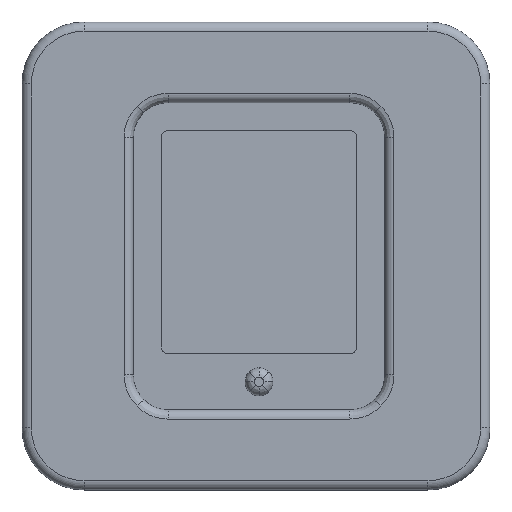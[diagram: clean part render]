
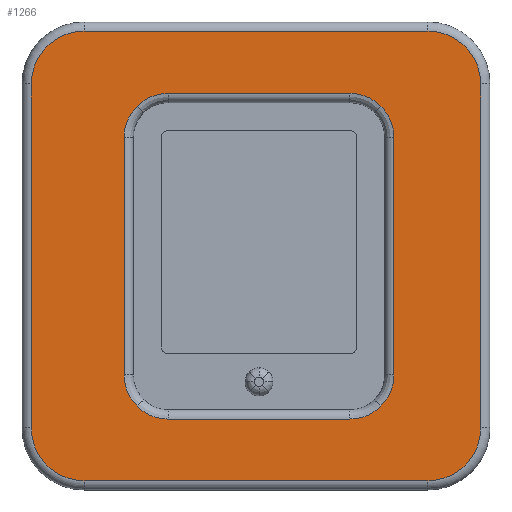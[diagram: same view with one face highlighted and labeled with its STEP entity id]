
A CAD part, top view. The second image highlights one B-rep face of the part: STEP entity #1266.
In plain terms, the highlighted planar face has unit normal (0, 0, 1).
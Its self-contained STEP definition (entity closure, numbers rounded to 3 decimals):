
#15=FACE_BOUND('',#302,.T.);
#42=B_SPLINE_CURVE_WITH_KNOTS('',3,(#2299,#2300,#2301,#2302,#2303),
 .UNSPECIFIED.,.F.,.F.,(4,1,4),(-0.112,-0.056,0.),
 .UNSPECIFIED.);
#43=B_SPLINE_CURVE_WITH_KNOTS('',3,(#2305,#2306,#2307,#2308,#2309),
 .UNSPECIFIED.,.F.,.F.,(4,1,4),(-0.112,-0.056,0.),
 .UNSPECIFIED.);
#44=B_SPLINE_CURVE_WITH_KNOTS('',3,(#2313,#2314,#2315,#2316,#2317),
 .UNSPECIFIED.,.F.,.F.,(4,1,4),(-0.112,-0.056,0.),
 .UNSPECIFIED.);
#45=B_SPLINE_CURVE_WITH_KNOTS('',3,(#2319,#2320,#2321,#2322,#2323),
 .UNSPECIFIED.,.F.,.F.,(4,1,4),(-0.112,-0.056,
0.),.UNSPECIFIED.);
#46=B_SPLINE_CURVE_WITH_KNOTS('',3,(#2327,#2328,#2329,#2330,#2331),
 .UNSPECIFIED.,.F.,.F.,(4,1,4),(-0.112,-0.056,
0.),.UNSPECIFIED.);
#47=B_SPLINE_CURVE_WITH_KNOTS('',3,(#2333,#2334,#2335,#2336,#2337),
 .UNSPECIFIED.,.F.,.F.,(4,1,4),(-0.112,-0.056,
0.),.UNSPECIFIED.);
#48=B_SPLINE_CURVE_WITH_KNOTS('',3,(#2341,#2342,#2343,#2344,#2345),
 .UNSPECIFIED.,.F.,.F.,(4,1,4),(-0.112,-0.056,0.),
 .UNSPECIFIED.);
#49=B_SPLINE_CURVE_WITH_KNOTS('',3,(#2346,#2347,#2348,#2349,#2350),
 .UNSPECIFIED.,.F.,.F.,(4,1,4),(-0.112,-0.056,
0.),.UNSPECIFIED.);
#157=CIRCLE('',#1361,1.7);
#162=CIRCLE('',#1368,1.7);
#166=CIRCLE('',#1374,1.7);
#169=CIRCLE('',#1379,1.7);
#220=FACE_OUTER_BOUND('',#301,.T.);
#301=EDGE_LOOP('',(#971,#972,#973,#974,#975,#976,#977,#978));
#302=EDGE_LOOP('',(#979,#980,#981,#982,#983,#984,#985,#986,#987,#988,#989,
#990));
#380=LINE('',#2266,#464);
#382=LINE('',#2278,#466);
#383=LINE('',#2287,#467);
#384=LINE('',#2293,#468);
#385=LINE('',#2297,#469);
#386=LINE('',#2311,#470);
#387=LINE('',#2325,#471);
#388=LINE('',#2339,#472);
#464=VECTOR('',#1519,10.);
#466=VECTOR('',#1533,10.);
#467=VECTOR('',#1546,10.);
#468=VECTOR('',#1555,10.);
#469=VECTOR('',#1558,10.);
#470=VECTOR('',#1559,10.);
#471=VECTOR('',#1560,10.);
#472=VECTOR('',#1561,10.);
#561=VERTEX_POINT('',#2256);
#562=VERTEX_POINT('',#2258);
#563=VERTEX_POINT('',#2262);
#565=VERTEX_POINT('',#2268);
#567=VERTEX_POINT('',#2274);
#569=VERTEX_POINT('',#2280);
#570=VERTEX_POINT('',#2285);
#571=VERTEX_POINT('',#2289);
#572=VERTEX_POINT('',#2295);
#573=VERTEX_POINT('',#2296);
#574=VERTEX_POINT('',#2298);
#575=VERTEX_POINT('',#2304);
#576=VERTEX_POINT('',#2310);
#577=VERTEX_POINT('',#2312);
#578=VERTEX_POINT('',#2318);
#579=VERTEX_POINT('',#2324);
#580=VERTEX_POINT('',#2326);
#581=VERTEX_POINT('',#2332);
#582=VERTEX_POINT('',#2338);
#583=VERTEX_POINT('',#2340);
#702=EDGE_CURVE('',#561,#562,#157,.T.);
#706=EDGE_CURVE('',#562,#563,#380,.T.);
#709=EDGE_CURVE('',#563,#565,#162,.T.);
#712=EDGE_CURVE('',#565,#567,#382,.T.);
#715=EDGE_CURVE('',#567,#569,#166,.T.);
#717=EDGE_CURVE('',#569,#570,#383,.T.);
#719=EDGE_CURVE('',#570,#571,#169,.T.);
#720=EDGE_CURVE('',#571,#561,#384,.T.);
#721=EDGE_CURVE('',#572,#573,#385,.T.);
#722=EDGE_CURVE('',#574,#572,#42,.T.);
#723=EDGE_CURVE('',#575,#574,#43,.T.);
#724=EDGE_CURVE('',#576,#575,#386,.T.);
#725=EDGE_CURVE('',#577,#576,#44,.T.);
#726=EDGE_CURVE('',#578,#577,#45,.T.);
#727=EDGE_CURVE('',#579,#578,#387,.T.);
#728=EDGE_CURVE('',#580,#579,#46,.T.);
#729=EDGE_CURVE('',#581,#580,#47,.T.);
#730=EDGE_CURVE('',#582,#581,#388,.T.);
#731=EDGE_CURVE('',#583,#582,#48,.T.);
#732=EDGE_CURVE('',#573,#583,#49,.T.);
#971=ORIENTED_EDGE('',*,*,#702,.F.);
#972=ORIENTED_EDGE('',*,*,#720,.F.);
#973=ORIENTED_EDGE('',*,*,#719,.F.);
#974=ORIENTED_EDGE('',*,*,#717,.F.);
#975=ORIENTED_EDGE('',*,*,#715,.F.);
#976=ORIENTED_EDGE('',*,*,#712,.F.);
#977=ORIENTED_EDGE('',*,*,#709,.F.);
#978=ORIENTED_EDGE('',*,*,#706,.F.);
#979=ORIENTED_EDGE('',*,*,#721,.F.);
#980=ORIENTED_EDGE('',*,*,#722,.F.);
#981=ORIENTED_EDGE('',*,*,#723,.F.);
#982=ORIENTED_EDGE('',*,*,#724,.F.);
#983=ORIENTED_EDGE('',*,*,#725,.F.);
#984=ORIENTED_EDGE('',*,*,#726,.F.);
#985=ORIENTED_EDGE('',*,*,#727,.F.);
#986=ORIENTED_EDGE('',*,*,#728,.F.);
#987=ORIENTED_EDGE('',*,*,#729,.F.);
#988=ORIENTED_EDGE('',*,*,#730,.F.);
#989=ORIENTED_EDGE('',*,*,#731,.F.);
#990=ORIENTED_EDGE('',*,*,#732,.F.);
#1219=PLANE('',#1381);
#1266=ADVANCED_FACE('',(#220,#15),#1219,.T.);
#1361=AXIS2_PLACEMENT_3D('',#2259,#1510,#1511);
#1368=AXIS2_PLACEMENT_3D('',#2272,#1526,#1527);
#1374=AXIS2_PLACEMENT_3D('',#2283,#1540,#1541);
#1379=AXIS2_PLACEMENT_3D('',#2291,#1551,#1552);
#1381=AXIS2_PLACEMENT_3D('',#2294,#1556,#1557);
#1510=DIRECTION('center_axis',(0.,0.,-1.));
#1511=DIRECTION('ref_axis',(0.707,0.707,0.));
#1519=DIRECTION('',(0.,-1.,0.));
#1526=DIRECTION('center_axis',(0.,0.,-1.));
#1527=DIRECTION('ref_axis',(0.707,-0.707,0.));
#1533=DIRECTION('',(-1.,0.,0.));
#1540=DIRECTION('center_axis',(0.,0.,-1.));
#1541=DIRECTION('ref_axis',(-0.707,-0.707,0.));
#1546=DIRECTION('',(0.,1.,0.));
#1551=DIRECTION('center_axis',(0.,0.,-1.));
#1552=DIRECTION('ref_axis',(-0.707,0.707,0.));
#1555=DIRECTION('',(1.,0.,0.));
#1556=DIRECTION('center_axis',(0.,0.,1.));
#1557=DIRECTION('ref_axis',(1.,0.,0.));
#1558=DIRECTION('',(-1.,0.,0.));
#1559=DIRECTION('',(0.,1.,0.));
#1560=DIRECTION('',(1.,0.,0.));
#1561=DIRECTION('',(0.,-1.,0.));
#2256=CARTESIAN_POINT('',(5.55,7.25,0.));
#2258=CARTESIAN_POINT('',(7.25,5.55,0.));
#2259=CARTESIAN_POINT('Origin',(5.55,5.55,0.));
#2262=CARTESIAN_POINT('',(7.25,-5.55,0.));
#2266=CARTESIAN_POINT('',(7.25,3.775,0.));
#2268=CARTESIAN_POINT('',(5.55,-7.25,0.));
#2272=CARTESIAN_POINT('Origin',(5.55,-5.55,0.));
#2274=CARTESIAN_POINT('',(-5.55,-7.25,0.));
#2278=CARTESIAN_POINT('',(3.775,-7.25,0.));
#2280=CARTESIAN_POINT('',(-7.25,-5.55,0.));
#2283=CARTESIAN_POINT('Origin',(-5.55,-5.55,0.));
#2285=CARTESIAN_POINT('',(-7.25,5.55,0.));
#2287=CARTESIAN_POINT('',(-7.25,-3.775,0.));
#2289=CARTESIAN_POINT('',(-5.55,7.25,0.));
#2291=CARTESIAN_POINT('Origin',(-5.55,5.55,0.));
#2293=CARTESIAN_POINT('',(-3.775,7.25,0.));
#2294=CARTESIAN_POINT('Origin',(0.,0.,0.));
#2295=CARTESIAN_POINT('',(3.026,5.246,0.));
#2296=CARTESIAN_POINT('',(-2.83,5.246,0.));
#2297=CARTESIAN_POINT('',(-1.415,5.246,0.));
#2298=CARTESIAN_POINT('',(4.033,4.827,0.));
#2299=CARTESIAN_POINT('Ctrl Pts',(4.033,4.827,0.));
#2300=CARTESIAN_POINT('Ctrl Pts',(3.901,4.959,0.));
#2301=CARTESIAN_POINT('Ctrl Pts',(3.588,5.177,0.));
#2302=CARTESIAN_POINT('Ctrl Pts',(3.212,5.246,0.));
#2303=CARTESIAN_POINT('Ctrl Pts',(3.026,5.246,0.));
#2304=CARTESIAN_POINT('',(4.452,3.82,0.));
#2305=CARTESIAN_POINT('Ctrl Pts',(4.452,3.82,0.));
#2306=CARTESIAN_POINT('Ctrl Pts',(4.452,4.007,0.));
#2307=CARTESIAN_POINT('Ctrl Pts',(4.383,4.382,0.));
#2308=CARTESIAN_POINT('Ctrl Pts',(4.165,4.695,0.));
#2309=CARTESIAN_POINT('Ctrl Pts',(4.033,4.827,0.));
#2310=CARTESIAN_POINT('',(4.452,-3.837,0.));
#2311=CARTESIAN_POINT('',(4.452,1.91,0.));
#2312=CARTESIAN_POINT('',(4.033,-4.845,0.));
#2313=CARTESIAN_POINT('Ctrl Pts',(4.033,-4.845,0.));
#2314=CARTESIAN_POINT('Ctrl Pts',(4.165,-4.712,0.));
#2315=CARTESIAN_POINT('Ctrl Pts',(4.383,-4.399,0.));
#2316=CARTESIAN_POINT('Ctrl Pts',(4.452,-4.024,0.));
#2317=CARTESIAN_POINT('Ctrl Pts',(4.452,-3.837,0.));
#2318=CARTESIAN_POINT('',(3.026,-5.263,0.));
#2319=CARTESIAN_POINT('Ctrl Pts',(3.026,-5.263,0.));
#2320=CARTESIAN_POINT('Ctrl Pts',(3.212,-5.263,0.));
#2321=CARTESIAN_POINT('Ctrl Pts',(3.588,-5.195,0.));
#2322=CARTESIAN_POINT('Ctrl Pts',(3.901,-4.977,0.));
#2323=CARTESIAN_POINT('Ctrl Pts',(4.033,-4.845,0.));
#2324=CARTESIAN_POINT('',(-2.83,-5.263,0.));
#2325=CARTESIAN_POINT('',(1.513,-5.263,0.));
#2326=CARTESIAN_POINT('',(-3.837,-4.845,0.));
#2327=CARTESIAN_POINT('Ctrl Pts',(-3.837,-4.845,0.));
#2328=CARTESIAN_POINT('Ctrl Pts',(-3.705,-4.977,0.));
#2329=CARTESIAN_POINT('Ctrl Pts',(-3.392,-5.195,0.));
#2330=CARTESIAN_POINT('Ctrl Pts',(-3.017,-5.263,0.));
#2331=CARTESIAN_POINT('Ctrl Pts',(-2.83,-5.263,0.));
#2332=CARTESIAN_POINT('',(-4.256,-3.837,0.));
#2333=CARTESIAN_POINT('Ctrl Pts',(-4.256,-3.837,0.));
#2334=CARTESIAN_POINT('Ctrl Pts',(-4.256,-4.024,0.));
#2335=CARTESIAN_POINT('Ctrl Pts',(-4.187,-4.399,0.));
#2336=CARTESIAN_POINT('Ctrl Pts',(-3.969,-4.712,0.));
#2337=CARTESIAN_POINT('Ctrl Pts',(-3.837,-4.845,0.));
#2338=CARTESIAN_POINT('',(-4.256,3.82,0.));
#2339=CARTESIAN_POINT('',(-4.256,-1.919,0.));
#2340=CARTESIAN_POINT('',(-3.837,4.827,0.));
#2341=CARTESIAN_POINT('Ctrl Pts',(-3.837,4.827,0.));
#2342=CARTESIAN_POINT('Ctrl Pts',(-3.969,4.695,0.));
#2343=CARTESIAN_POINT('Ctrl Pts',(-4.187,4.382,0.));
#2344=CARTESIAN_POINT('Ctrl Pts',(-4.256,4.007,0.));
#2345=CARTESIAN_POINT('Ctrl Pts',(-4.256,3.82,0.));
#2346=CARTESIAN_POINT('Ctrl Pts',(-2.83,5.246,0.));
#2347=CARTESIAN_POINT('Ctrl Pts',(-3.017,5.246,0.));
#2348=CARTESIAN_POINT('Ctrl Pts',(-3.392,5.177,0.));
#2349=CARTESIAN_POINT('Ctrl Pts',(-3.705,4.959,0.));
#2350=CARTESIAN_POINT('Ctrl Pts',(-3.837,4.827,0.));
